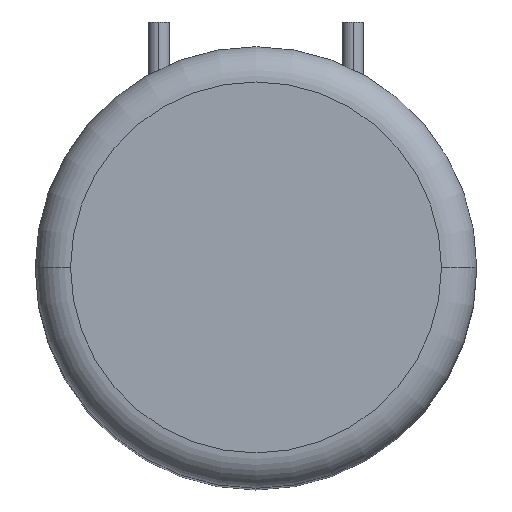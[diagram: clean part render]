
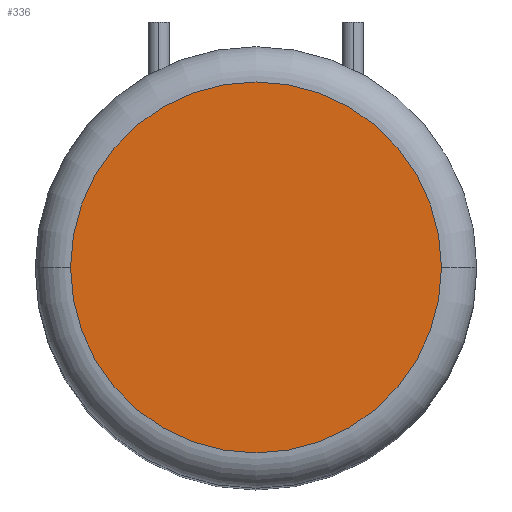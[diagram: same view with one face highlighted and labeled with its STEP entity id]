
A CAD part, top view. The second image highlights one B-rep face of the part: STEP entity #336.
In plain terms, the highlighted planar face has unit normal (0, 0, 1).
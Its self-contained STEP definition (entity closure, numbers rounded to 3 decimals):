
#5 = AXIS2_PLACEMENT_3D ( 'NONE', #304, #58, #348 ) ;
#14 = DIRECTION ( 'NONE',  ( 1., 0., 0. ) ) ;
#47 = CARTESIAN_POINT ( 'NONE',  ( 0., 0., 30. ) ) ;
#55 = FACE_OUTER_BOUND ( 'NONE', #115, .T. ) ;
#58 = DIRECTION ( 'NONE',  ( 0., 0., 1. ) ) ;
#112 = ORIENTED_EDGE ( 'NONE', *, *, #270, .T. ) ;
#115 = EDGE_LOOP ( 'NONE', ( #112, #287 ) ) ;
#130 = CARTESIAN_POINT ( 'NONE',  ( 0., 0., 30. ) ) ;
#133 = CARTESIAN_POINT ( 'NONE',  ( 5.25, 0., 30. ) ) ;
#176 = VERTEX_POINT ( 'NONE', #443 ) ;
#190 = EDGE_CURVE ( 'NONE', #176, #340, #412, .T. ) ;
#191 = CIRCLE ( 'NONE', #5, 5.25 ) ;
#198 = AXIS2_PLACEMENT_3D ( 'NONE', #47, #293, #14 ) ;
#266 = DIRECTION ( 'NONE',  ( 0., 0., 1. ) ) ;
#270 = EDGE_CURVE ( 'NONE', #340, #176, #191, .T. ) ;
#287 = ORIENTED_EDGE ( 'NONE', *, *, #190, .T. ) ;
#292 = AXIS2_PLACEMENT_3D ( 'NONE', #130, #266, #407 ) ;
#293 = DIRECTION ( 'NONE',  ( 0., 0., 1. ) ) ;
#304 = CARTESIAN_POINT ( 'NONE',  ( 0., 0., 30. ) ) ;
#336 = ADVANCED_FACE ( 'NONE', ( #55 ), #445, .T. ) ;
#340 = VERTEX_POINT ( 'NONE', #133 ) ;
#348 = DIRECTION ( 'NONE',  ( 1., 0., 0. ) ) ;
#407 = DIRECTION ( 'NONE',  ( 1., 0., 0. ) ) ;
#412 = CIRCLE ( 'NONE', #198, 5.25 ) ;
#443 = CARTESIAN_POINT ( 'NONE',  ( -5.25, 0., 30. ) ) ;
#445 = PLANE ( 'NONE',  #292 ) ;
